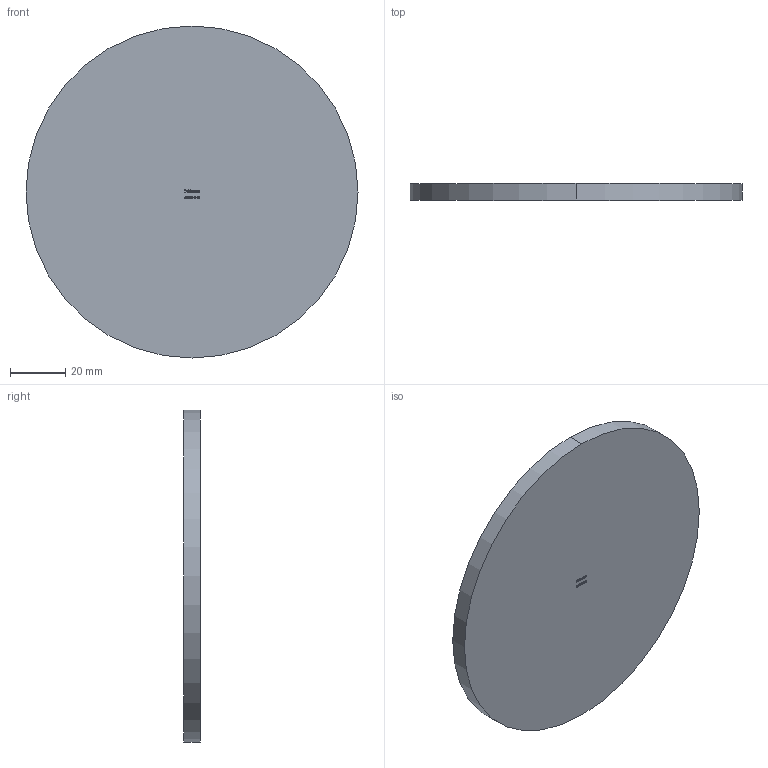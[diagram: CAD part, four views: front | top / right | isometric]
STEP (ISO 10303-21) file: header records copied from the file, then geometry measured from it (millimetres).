
FILE_DESCRIPTION (( 'STEP AP203' ), '1' );
FILE_NAME ('53120-240.step', '2020-10-16T11:32:50', ( '' ), ( '' ), 'SwSTEP 2.0', 'SolidWorks 2018', '' );
FILE_SCHEMA (( 'CONFIG_CONTROL_DESIGN' ));
Length unit declared in the file: millimetre
Products named in the file (2): 53120-240
Bounding box: 120 x 6 x 120 mm (x, y, z)
Volume: 67858.2 mm3; surface area: 24887.1 mm2
Topology: 1 solids, 1 shells, 225 faces, 600 edges, 400 vertices
Faces by surface type: plane 123, bspline 100, cylinder 2
Entity records: 12653 total; most frequent: CARTESIAN_POINT 7567, ORIENTED_EDGE 1200, DIRECTION 658, EDGE_CURVE 600, VERTEX_POINT 400, VECTOR 396, LINE 396, EDGE_LOOP 248
